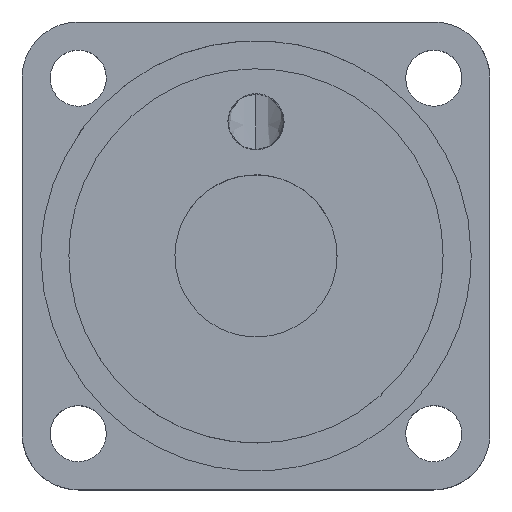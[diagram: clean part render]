
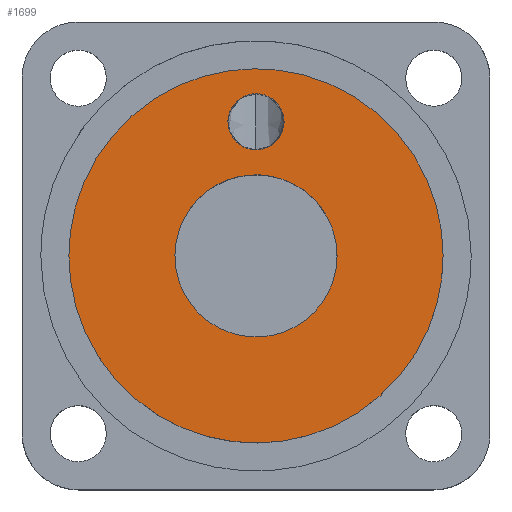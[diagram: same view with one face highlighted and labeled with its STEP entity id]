
A CAD part, top view. The second image highlights one B-rep face of the part: STEP entity #1699.
In plain terms, the highlighted free-form (B-spline) face has degree [1, 1] with [2, 2] control points.
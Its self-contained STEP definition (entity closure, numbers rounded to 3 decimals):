
#57 = VERTEX_POINT('',#58);
#58 = CARTESIAN_POINT('',(10.376,49.574,
    46.115));
#63 = EDGE_CURVE('',#64,#57,#66,.T.);
#64 = VERTEX_POINT('',#65);
#65 = CARTESIAN_POINT('',(-10.376,49.574,
    46.115));
#66 = ( BOUNDED_CURVE() B_SPLINE_CURVE(2,(#67,#68,#69,#70,#71),
.UNSPECIFIED.,.F.,.F.) B_SPLINE_CURVE_WITH_KNOTS((3,2,3),(3.142,
4.712,6.283),.PIECEWISE_BEZIER_KNOTS.) CURVE() 
GEOMETRIC_REPRESENTATION_ITEM() RATIONAL_B_SPLINE_CURVE((1.,
0.707,1.,0.707,1.)) REPRESENTATION_ITEM('') );
#67 = CARTESIAN_POINT('',(-10.376,49.574,
    46.115));
#68 = CARTESIAN_POINT('',(-10.376,39.198,
    46.115));
#69 = CARTESIAN_POINT('',(0.,39.198,
    46.115));
#70 = CARTESIAN_POINT('',(10.376,39.198,
    46.115));
#71 = CARTESIAN_POINT('',(10.376,49.574,
    46.115));
#132 = VERTEX_POINT('',#133);
#133 = CARTESIAN_POINT('',(29.975,0.,46.115));
#138 = EDGE_CURVE('',#139,#132,#141,.T.);
#139 = VERTEX_POINT('',#140);
#140 = CARTESIAN_POINT('',(-29.975,0.,
    46.115));
#141 = ( BOUNDED_CURVE() B_SPLINE_CURVE(2,(#142,#143,#144,#145,#146),
.UNSPECIFIED.,.F.,.F.) B_SPLINE_CURVE_WITH_KNOTS((3,2,3),(3.142,
4.712,6.283),.PIECEWISE_BEZIER_KNOTS.) CURVE() 
GEOMETRIC_REPRESENTATION_ITEM() RATIONAL_B_SPLINE_CURVE((1.,
0.707,1.,0.707,1.)) REPRESENTATION_ITEM('') );
#142 = CARTESIAN_POINT('',(-29.975,0.,
    46.115));
#143 = CARTESIAN_POINT('',(-29.975,-29.975,
    46.115));
#144 = CARTESIAN_POINT('',(0.,-29.975,
    46.115));
#145 = CARTESIAN_POINT('',(29.975,-29.975,
    46.115));
#146 = CARTESIAN_POINT('',(29.975,0.,
    46.115));
#238 = VERTEX_POINT('',#239);
#239 = CARTESIAN_POINT('',(-69.173,0.,
    46.115));
#244 = EDGE_CURVE('',#245,#238,#247,.T.);
#245 = VERTEX_POINT('',#246);
#246 = CARTESIAN_POINT('',(69.173,0.,46.115));
#247 = ( BOUNDED_CURVE() B_SPLINE_CURVE(2,(#248,#249,#250,#251,#252),
.UNSPECIFIED.,.F.,.F.) B_SPLINE_CURVE_WITH_KNOTS((3,2,3),(0.,
1.571,3.142),.PIECEWISE_BEZIER_KNOTS.) CURVE() 
GEOMETRIC_REPRESENTATION_ITEM() RATIONAL_B_SPLINE_CURVE((1.,
0.707,1.,0.707,1.)) REPRESENTATION_ITEM('') );
#248 = CARTESIAN_POINT('',(69.173,0.,46.115));
#249 = CARTESIAN_POINT('',(69.173,69.173,46.115
    ));
#250 = CARTESIAN_POINT('',(0.,69.173,
    46.115));
#251 = CARTESIAN_POINT('',(-69.173,69.173,
    46.115));
#252 = CARTESIAN_POINT('',(-69.173,0.,
    46.115));
#1642 = EDGE_CURVE('',#238,#245,#1643,.T.);
#1643 = ( BOUNDED_CURVE() B_SPLINE_CURVE(2,(#1644,#1645,#1646,#1647,
#1648),.UNSPECIFIED.,.F.,.F.) B_SPLINE_CURVE_WITH_KNOTS((3,2,3),(
    3.142,4.712,6.283),
.PIECEWISE_BEZIER_KNOTS.) CURVE() GEOMETRIC_REPRESENTATION_ITEM() 
RATIONAL_B_SPLINE_CURVE((1.,0.707,1.,0.707,1.)) 
REPRESENTATION_ITEM('') );
#1644 = CARTESIAN_POINT('',(-69.173,0.,
    46.115));
#1645 = CARTESIAN_POINT('',(-69.173,-69.173,
    46.115));
#1646 = CARTESIAN_POINT('',(0.,-69.173,
    46.115));
#1647 = CARTESIAN_POINT('',(69.173,-69.173,
    46.115));
#1648 = CARTESIAN_POINT('',(69.173,0.,
    46.115));
#1699 = ADVANCED_FACE('',(#1700,#1711,#1722),#1726,.F.);
#1700 = FACE_BOUND('',#1701,.T.);
#1701 = EDGE_LOOP('',(#1702,#1710));
#1702 = ORIENTED_EDGE('',*,*,#1703,.F.);
#1703 = EDGE_CURVE('',#57,#64,#1704,.T.);
#1704 = ( BOUNDED_CURVE() B_SPLINE_CURVE(2,(#1705,#1706,#1707,#1708,
#1709),.UNSPECIFIED.,.F.,.F.) B_SPLINE_CURVE_WITH_KNOTS((3,2,3),(0.,
1.571,3.142),.PIECEWISE_BEZIER_KNOTS.) CURVE() 
GEOMETRIC_REPRESENTATION_ITEM() RATIONAL_B_SPLINE_CURVE((1.,
0.707,1.,0.707,1.)) REPRESENTATION_ITEM('') );
#1705 = CARTESIAN_POINT('',(10.376,49.574,
    46.115));
#1706 = CARTESIAN_POINT('',(10.376,59.95,
    46.115));
#1707 = CARTESIAN_POINT('',(0.,59.95,
    46.115));
#1708 = CARTESIAN_POINT('',(-10.376,59.95,
    46.115));
#1709 = CARTESIAN_POINT('',(-10.376,49.574,
    46.115));
#1710 = ORIENTED_EDGE('',*,*,#63,.F.);
#1711 = FACE_BOUND('',#1712,.T.);
#1712 = EDGE_LOOP('',(#1713,#1721));
#1713 = ORIENTED_EDGE('',*,*,#1714,.F.);
#1714 = EDGE_CURVE('',#132,#139,#1715,.T.);
#1715 = ( BOUNDED_CURVE() B_SPLINE_CURVE(2,(#1716,#1717,#1718,#1719,
#1720),.UNSPECIFIED.,.F.,.F.) B_SPLINE_CURVE_WITH_KNOTS((3,2,3),(0.,
1.571,3.142),.PIECEWISE_BEZIER_KNOTS.) CURVE() 
GEOMETRIC_REPRESENTATION_ITEM() RATIONAL_B_SPLINE_CURVE((1.,
0.707,1.,0.707,1.)) REPRESENTATION_ITEM('') );
#1716 = CARTESIAN_POINT('',(29.975,0.,46.115));
#1717 = CARTESIAN_POINT('',(29.975,29.975,
    46.115));
#1718 = CARTESIAN_POINT('',(0.,29.975,
    46.115));
#1719 = CARTESIAN_POINT('',(-29.975,29.975,
    46.115));
#1720 = CARTESIAN_POINT('',(-29.975,0.,
    46.115));
#1721 = ORIENTED_EDGE('',*,*,#138,.F.);
#1722 = FACE_BOUND('',#1723,.T.);
#1723 = EDGE_LOOP('',(#1724,#1725));
#1724 = ORIENTED_EDGE('',*,*,#244,.T.);
#1725 = ORIENTED_EDGE('',*,*,#1642,.T.);
#1726 = B_SPLINE_SURFACE_WITH_KNOTS('',1,1,(
    (#1727,#1728)
    ,(#1729,#1730
    )),.UNSPECIFIED.,.F.,.F.,.F.,(2,2),(2,2),(-60.,60.),(-60.,60.),
  .PIECEWISE_BEZIER_KNOTS.);
#1727 = CARTESIAN_POINT('',(69.173,-69.173,
    46.115));
#1728 = CARTESIAN_POINT('',(69.173,69.173,
    46.115));
#1729 = CARTESIAN_POINT('',(-69.173,-69.173,
    46.115));
#1730 = CARTESIAN_POINT('',(-69.173,69.173,
    46.115));
